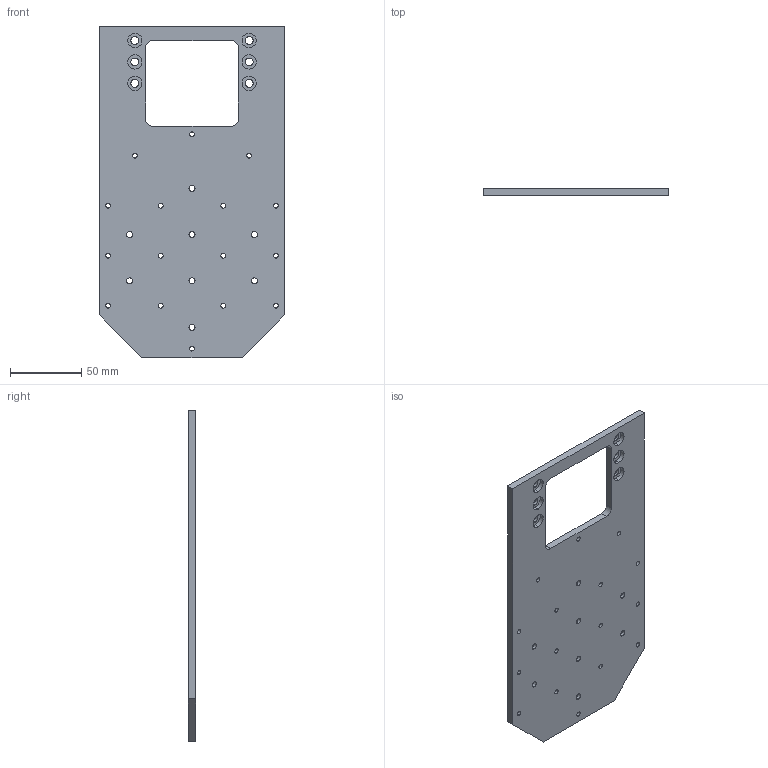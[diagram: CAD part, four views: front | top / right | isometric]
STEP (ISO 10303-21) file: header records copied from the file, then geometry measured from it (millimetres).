
FILE_DESCRIPTION (( 'STEP AP203' ), '1' );
FILE_NAME ('F0869-100-001.STEP', '2024-05-30T13:20:33', ( '' ), ( '' ), 'SwSTEP 2.0', 'SolidWorks 2021', '' );
FILE_SCHEMA (( 'CONFIG_CONTROL_DESIGN' ));
Length unit declared in the file: millimetre
Products named in the file (1): F0869-100-001
Bounding box: 130 x 5 x 232 mm (x, y, z)
Volume: 113088.8 mm3; surface area: 60480.2 mm2
Topology: 1 solids, 1 shells, 145 faces, 393 edges, 262 vertices
Faces by surface type: cylinder 103, plane 42
Entity records: 4874 total; most frequent: DIRECTION 891, CARTESIAN_POINT 801, ORIENTED_EDGE 786, EDGE_CURVE 393, AXIS2_PLACEMENT_3D 352, VERTEX_POINT 262, EDGE_LOOP 219, CIRCLE 206
